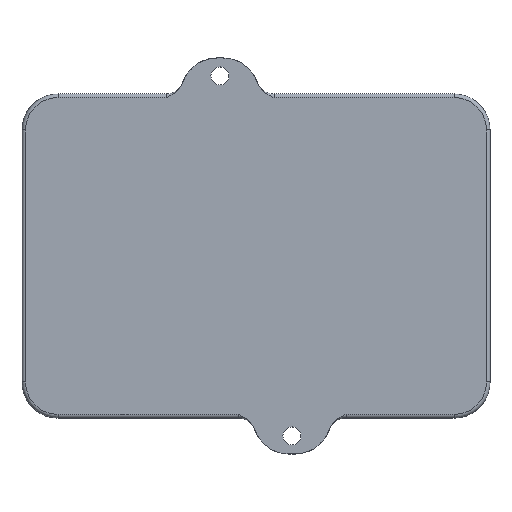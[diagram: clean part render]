
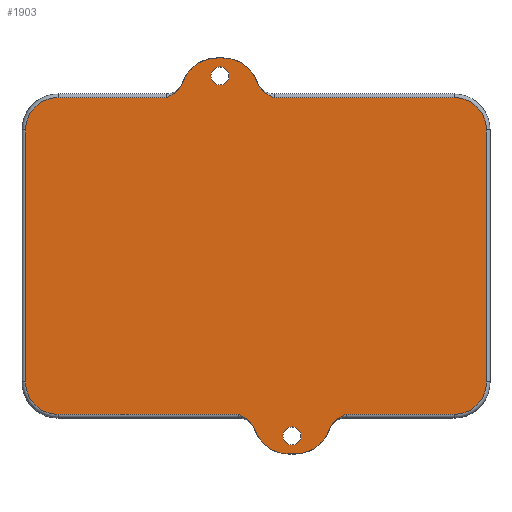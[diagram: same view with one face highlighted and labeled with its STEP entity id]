
A CAD part, top view. The second image highlights one B-rep face of the part: STEP entity #1903.
In plain terms, the highlighted planar face has unit normal (0, 0, 1).
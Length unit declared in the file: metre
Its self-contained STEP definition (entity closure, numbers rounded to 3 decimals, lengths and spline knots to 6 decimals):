
#24=B_SPLINE_CURVE_WITH_KNOTS('',3,(#3048,#3049,#3050,#3051,#3052),
 .UNSPECIFIED.,.F.,.F.,(4,1,4),(0.001715,0.004974,0.008233),
 .UNSPECIFIED.);
#25=B_SPLINE_CURVE_WITH_KNOTS('',3,(#3054,#3055,#3056,#3057,#3058,#3059,
#3060),.UNSPECIFIED.,.F.,.F.,(4,1,1,1,4),(0.,0.003111,
0.006221,0.009332,0.012442),
 .UNSPECIFIED.);
#26=B_SPLINE_CURVE_WITH_KNOTS('',3,(#3064,#3065,#3066,#3067,#3068,#3069,
#3070),.UNSPECIFIED.,.F.,.F.,(4,1,1,1,4),(0.,0.003111,0.006222,
0.009333,0.012443),.UNSPECIFIED.);
#27=B_SPLINE_CURVE_WITH_KNOTS('',3,(#3072,#3073,#3074,#3075,#3076),
 .UNSPECIFIED.,.F.,.F.,(4,1,4),(0.001715,0.004974,
0.008233),.UNSPECIFIED.);
#28=B_SPLINE_CURVE_WITH_KNOTS('',3,(#3085,#3086,#3087,#3088,#3089),
 .UNSPECIFIED.,.F.,.F.,(4,1,4),(0.001715,0.004974,0.008233),
 .UNSPECIFIED.);
#29=B_SPLINE_CURVE_WITH_KNOTS('',3,(#3091,#3092,#3093,#3094,#3095,#3096,
#3097),.UNSPECIFIED.,.F.,.F.,(4,1,1,1,4),(0.,0.003111,
0.006221,0.009332,0.012442),
 .UNSPECIFIED.);
#30=B_SPLINE_CURVE_WITH_KNOTS('',3,(#3101,#3102,#3103,#3104,#3105,#3106,
#3107),.UNSPECIFIED.,.F.,.F.,(4,1,1,1,4),(0.,0.003111,0.006222,
0.009333,0.012443),.UNSPECIFIED.);
#31=B_SPLINE_CURVE_WITH_KNOTS('',3,(#3109,#3110,#3111,#3112,#3113),
 .UNSPECIFIED.,.F.,.F.,(4,1,4),(0.001715,0.004974,0.008233),
 .UNSPECIFIED.);
#51=PLANE('',#2068);
#140=CIRCLE('',#2069,0.0025);
#141=CIRCLE('',#2070,0.0025);
#142=CIRCLE('',#2071,0.009);
#143=CIRCLE('',#2072,0.009);
#144=CIRCLE('',#2073,0.009);
#145=CIRCLE('',#2074,0.009);
#340=ORIENTED_EDGE('',*,*,#878,.T.);
#341=ORIENTED_EDGE('',*,*,#879,.T.);
#342=ORIENTED_EDGE('',*,*,#880,.T.);
#343=ORIENTED_EDGE('',*,*,#881,.T.);
#344=ORIENTED_EDGE('',*,*,#882,.T.);
#345=ORIENTED_EDGE('',*,*,#883,.T.);
#346=ORIENTED_EDGE('',*,*,#884,.T.);
#347=ORIENTED_EDGE('',*,*,#885,.T.);
#348=ORIENTED_EDGE('',*,*,#886,.T.);
#349=ORIENTED_EDGE('',*,*,#887,.T.);
#350=ORIENTED_EDGE('',*,*,#888,.T.);
#351=ORIENTED_EDGE('',*,*,#753,.T.);
#352=ORIENTED_EDGE('',*,*,#889,.T.);
#353=ORIENTED_EDGE('',*,*,#890,.T.);
#354=ORIENTED_EDGE('',*,*,#891,.T.);
#355=ORIENTED_EDGE('',*,*,#892,.T.);
#356=ORIENTED_EDGE('',*,*,#893,.T.);
#357=ORIENTED_EDGE('',*,*,#894,.T.);
#358=ORIENTED_EDGE('',*,*,#895,.T.);
#359=ORIENTED_EDGE('',*,*,#896,.T.);
#360=ORIENTED_EDGE('',*,*,#897,.T.);
#361=ORIENTED_EDGE('',*,*,#742,.T.);
#742=EDGE_CURVE('',#1021,#1020,#1207,.T.);
#753=EDGE_CURVE('',#1031,#1030,#1216,.F.);
#878=EDGE_CURVE('',#1138,#1138,#140,.T.);
#879=EDGE_CURVE('',#1139,#1139,#141,.T.);
#880=EDGE_CURVE('',#1020,#1140,#24,.F.);
#881=EDGE_CURVE('',#1140,#1141,#25,.T.);
#882=EDGE_CURVE('',#1141,#1142,#1304,.T.);
#883=EDGE_CURVE('',#1142,#1143,#26,.T.);
#884=EDGE_CURVE('',#1143,#1144,#27,.T.);
#885=EDGE_CURVE('',#1144,#1145,#1305,.T.);
#886=EDGE_CURVE('',#1145,#1146,#142,.T.);
#887=EDGE_CURVE('',#1146,#1147,#1306,.F.);
#888=EDGE_CURVE('',#1147,#1031,#143,.T.);
#889=EDGE_CURVE('',#1030,#1148,#28,.F.);
#890=EDGE_CURVE('',#1148,#1149,#29,.T.);
#891=EDGE_CURVE('',#1149,#1150,#1307,.T.);
#892=EDGE_CURVE('',#1150,#1151,#30,.T.);
#893=EDGE_CURVE('',#1151,#1152,#31,.T.);
#894=EDGE_CURVE('',#1152,#1153,#1308,.F.);
#895=EDGE_CURVE('',#1153,#1154,#144,.T.);
#896=EDGE_CURVE('',#1154,#1155,#1309,.T.);
#897=EDGE_CURVE('',#1155,#1021,#145,.T.);
#1020=VERTEX_POINT('',#2777);
#1021=VERTEX_POINT('',#2779);
#1030=VERTEX_POINT('',#2800);
#1031=VERTEX_POINT('',#2802);
#1138=VERTEX_POINT('',#3045);
#1139=VERTEX_POINT('',#3047);
#1140=VERTEX_POINT('',#3053);
#1141=VERTEX_POINT('',#3061);
#1142=VERTEX_POINT('',#3063);
#1143=VERTEX_POINT('',#3071);
#1144=VERTEX_POINT('',#3077);
#1145=VERTEX_POINT('',#3079);
#1146=VERTEX_POINT('',#3081);
#1147=VERTEX_POINT('',#3083);
#1148=VERTEX_POINT('',#3090);
#1149=VERTEX_POINT('',#3098);
#1150=VERTEX_POINT('',#3100);
#1151=VERTEX_POINT('',#3108);
#1152=VERTEX_POINT('',#3114);
#1153=VERTEX_POINT('',#3116);
#1154=VERTEX_POINT('',#3118);
#1155=VERTEX_POINT('',#3120);
#1207=LINE('',#2778,#1385);
#1216=LINE('',#2801,#1394);
#1304=LINE('',#3062,#1482);
#1305=LINE('',#3078,#1483);
#1306=LINE('',#3082,#1484);
#1307=LINE('',#3099,#1485);
#1308=LINE('',#3115,#1486);
#1309=LINE('',#3119,#1487);
#1385=VECTOR('',#2214,1.);
#1394=VECTOR('',#2231,1.);
#1482=VECTOR('',#2419,1.);
#1483=VECTOR('',#2420,1.);
#1484=VECTOR('',#2423,1.);
#1485=VECTOR('',#2426,1.);
#1486=VECTOR('',#2427,1.);
#1487=VECTOR('',#2430,1.);
#1589=EDGE_LOOP('',(#340));
#1590=EDGE_LOOP('',(#341));
#1591=EDGE_LOOP('',(#342,#343,#344,#345,#346,#347,#348,#349,#350,#351,#352,
#353,#354,#355,#356,#357,#358,#359,#360,#361));
#1733=FACE_BOUND('',#1589,.T.);
#1734=FACE_BOUND('',#1590,.T.);
#1735=FACE_BOUND('',#1591,.T.);
#1903=ADVANCED_FACE('',(#1733,#1734,#1735),#51,.T.);
#2068=AXIS2_PLACEMENT_3D('',#3043,#2413,#2414);
#2069=AXIS2_PLACEMENT_3D('',#3044,#2415,#2416);
#2070=AXIS2_PLACEMENT_3D('',#3046,#2417,#2418);
#2071=AXIS2_PLACEMENT_3D('',#3080,#2421,#2422);
#2072=AXIS2_PLACEMENT_3D('',#3084,#2424,#2425);
#2073=AXIS2_PLACEMENT_3D('',#3117,#2428,#2429);
#2074=AXIS2_PLACEMENT_3D('',#3121,#2431,#2432);
#2214=DIRECTION('',(1.,0.,0.));
#2231=DIRECTION('',(1.,0.,0.));
#2413=DIRECTION('',(0.,0.,1.));
#2414=DIRECTION('',(1.,0.,0.));
#2415=DIRECTION('',(0.,0.,-1.));
#2416=DIRECTION('',(-1.,0.,0.));
#2417=DIRECTION('',(0.,0.,-1.));
#2418=DIRECTION('',(-1.,0.,0.));
#2419=DIRECTION('',(1.,0.,0.));
#2420=DIRECTION('',(1.,0.,0.));
#2421=DIRECTION('',(0.,0.,1.));
#2422=DIRECTION('',(1.,0.,0.));
#2423=DIRECTION('',(0.,-1.,0.));
#2424=DIRECTION('',(0.,0.,1.));
#2425=DIRECTION('',(1.,0.,0.));
#2426=DIRECTION('',(-1.,0.,0.));
#2427=DIRECTION('',(1.,0.,0.));
#2428=DIRECTION('',(0.,0.,1.));
#2429=DIRECTION('',(1.,0.,0.));
#2430=DIRECTION('',(0.,-1.,0.));
#2431=DIRECTION('',(0.,0.,1.));
#2432=DIRECTION('',(1.,0.,0.));
#2777=CARTESIAN_POINT('',(-0.005,-0.044,0.035));
#2778=CARTESIAN_POINT('',(0.055,-0.044,0.035));
#2779=CARTESIAN_POINT('',(-0.055,-0.044,0.035));
#2800=CARTESIAN_POINT('',(0.005,0.044,0.035));
#2801=CARTESIAN_POINT('',(0.,0.044,0.035));
#2802=CARTESIAN_POINT('',(0.055,0.044,0.035));
#3043=CARTESIAN_POINT('',(0.,0.,0.035));
#3044=CARTESIAN_POINT('',(0.01,-0.05,0.035));
#3045=CARTESIAN_POINT('',(0.0075,-0.05,0.035));
#3046=CARTESIAN_POINT('',(-0.01,0.05,0.035));
#3047=CARTESIAN_POINT('',(-0.0125,0.05,0.035));
#3048=CARTESIAN_POINT('',(-0.000283,-0.048226,0.035));
#3049=CARTESIAN_POINT('',(-0.000636,-0.047193,0.035));
#3050=CARTESIAN_POINT('',(-0.001983,-0.045389,0.035));
#3051=CARTESIAN_POINT('',(-0.004008,-0.044444,0.035));
#3052=CARTESIAN_POINT('',(-0.005,-0.044,0.035));
#3053=CARTESIAN_POINT('',(-0.000283,-0.048226,0.035));
#3054=CARTESIAN_POINT('',(-0.000283,-0.048226,0.035));
#3055=CARTESIAN_POINT('',(0.000058,-0.049221,0.035));
#3056=CARTESIAN_POINT('',(0.001037,-0.05107,0.035));
#3057=CARTESIAN_POINT('',(0.003307,-0.053282,0.035));
#3058=CARTESIAN_POINT('',(0.006139,-0.054682,0.035));
#3059=CARTESIAN_POINT('',(0.00823,-0.055,0.035));
#3060=CARTESIAN_POINT('',(0.009282,-0.055,0.035));
#3061=CARTESIAN_POINT('',(0.009282,-0.055,0.035));
#3062=CARTESIAN_POINT('',(0.01,-0.055,0.035));
#3063=CARTESIAN_POINT('',(0.010718,-0.055,0.035));
#3064=CARTESIAN_POINT('',(0.010718,-0.055,0.035));
#3065=CARTESIAN_POINT('',(0.01177,-0.055,0.035));
#3066=CARTESIAN_POINT('',(0.013837,-0.054688,0.035));
#3067=CARTESIAN_POINT('',(0.01668,-0.053291,0.035));
#3068=CARTESIAN_POINT('',(0.018949,-0.051091,0.035));
#3069=CARTESIAN_POINT('',(0.019942,-0.049221,0.035));
#3070=CARTESIAN_POINT('',(0.020283,-0.048226,0.035));
#3071=CARTESIAN_POINT('',(0.020283,-0.048226,0.035));
#3072=CARTESIAN_POINT('',(0.020283,-0.048226,0.035));
#3073=CARTESIAN_POINT('',(0.020636,-0.047193,0.035));
#3074=CARTESIAN_POINT('',(0.021983,-0.045389,0.035));
#3075=CARTESIAN_POINT('',(0.024008,-0.044444,0.035));
#3076=CARTESIAN_POINT('',(0.025,-0.044,0.035));
#3077=CARTESIAN_POINT('',(0.025,-0.044,0.035));
#3078=CARTESIAN_POINT('',(0.055,-0.044,0.035));
#3079=CARTESIAN_POINT('',(0.055,-0.044,0.035));
#3080=CARTESIAN_POINT('',(0.055,-0.035,0.035));
#3081=CARTESIAN_POINT('',(0.064,-0.035,0.035));
#3082=CARTESIAN_POINT('',(0.064,0.,0.035));
#3083=CARTESIAN_POINT('',(0.064,0.035,0.035));
#3084=CARTESIAN_POINT('',(0.055,0.035,0.035));
#3085=CARTESIAN_POINT('',(0.000283,0.048226,0.035));
#3086=CARTESIAN_POINT('',(0.000636,0.047193,0.035));
#3087=CARTESIAN_POINT('',(0.001983,0.045389,0.035));
#3088=CARTESIAN_POINT('',(0.004008,0.044444,0.035));
#3089=CARTESIAN_POINT('',(0.005,0.044,0.035));
#3090=CARTESIAN_POINT('',(0.000283,0.048226,0.035));
#3091=CARTESIAN_POINT('',(0.000283,0.048226,0.035));
#3092=CARTESIAN_POINT('',(-0.000058,0.049221,0.035));
#3093=CARTESIAN_POINT('',(-0.001037,0.05107,0.035));
#3094=CARTESIAN_POINT('',(-0.003307,0.053282,0.035));
#3095=CARTESIAN_POINT('',(-0.006139,0.054682,0.035));
#3096=CARTESIAN_POINT('',(-0.00823,0.055,0.035));
#3097=CARTESIAN_POINT('',(-0.009282,0.055,0.035));
#3098=CARTESIAN_POINT('',(-0.009282,0.055,0.035));
#3099=CARTESIAN_POINT('',(-0.01,0.055,0.035));
#3100=CARTESIAN_POINT('',(-0.010718,0.055,0.035));
#3101=CARTESIAN_POINT('',(-0.010718,0.055,0.035));
#3102=CARTESIAN_POINT('',(-0.01177,0.055,0.035));
#3103=CARTESIAN_POINT('',(-0.013837,0.054688,0.035));
#3104=CARTESIAN_POINT('',(-0.01668,0.053291,0.035));
#3105=CARTESIAN_POINT('',(-0.018949,0.051091,0.035));
#3106=CARTESIAN_POINT('',(-0.019942,0.049221,0.035));
#3107=CARTESIAN_POINT('',(-0.020283,0.048226,0.035));
#3108=CARTESIAN_POINT('',(-0.020283,0.048226,0.035));
#3109=CARTESIAN_POINT('',(-0.020283,0.048226,0.035));
#3110=CARTESIAN_POINT('',(-0.020636,0.047193,0.035));
#3111=CARTESIAN_POINT('',(-0.021983,0.045389,0.035));
#3112=CARTESIAN_POINT('',(-0.024008,0.044444,0.035));
#3113=CARTESIAN_POINT('',(-0.025,0.044,0.035));
#3114=CARTESIAN_POINT('',(-0.025,0.044,0.035));
#3115=CARTESIAN_POINT('',(0.,0.044,0.035));
#3116=CARTESIAN_POINT('',(-0.055,0.044,0.035));
#3117=CARTESIAN_POINT('',(-0.055,0.035,0.035));
#3118=CARTESIAN_POINT('',(-0.064,0.035,0.035));
#3119=CARTESIAN_POINT('',(-0.064,-0.035,0.035));
#3120=CARTESIAN_POINT('',(-0.064,-0.035,0.035));
#3121=CARTESIAN_POINT('',(-0.055,-0.035,0.035));
